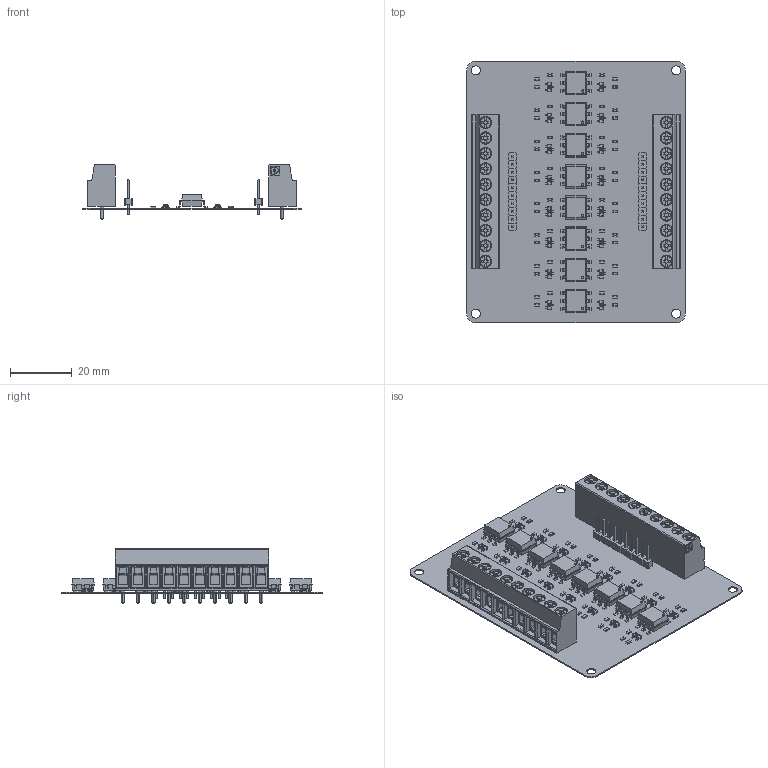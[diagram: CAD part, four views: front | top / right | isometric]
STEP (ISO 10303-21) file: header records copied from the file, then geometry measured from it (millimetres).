
FILE_DESCRIPTION(('Open CASCADE Model'),'2;1');
FILE_NAME('Open CASCADE Shape Model','2022-03-23T16:32:37',('Author'),( 'Open CASCADE'),'Open CASCADE STEP processor 6.8','Open CASCADE 6.8' ,'Unknown');
FILE_SCHEMA(('AUTOMOTIVE_DESIGN { 1 0 10303 214 1 1 1 1 }'));
Length unit declared in the file: millimetre
Products named in the file (93): PCB; Board; Open CASCADE STEP translator 6.8 3.1.1; U8; CNY17-4X017; U7; U6; U5; U4; U3; U2; U1; R40; SW3DPS-RESISTOR_0603-DEFAULT; R39; R38; R37; R36; R35; R34; R33; R32; R31; R30; R29; R28; R27; R26; R25; R24; R23; R22; R21; R20; R19; R18; R17; R16; R15; R14 ...
Assembly tree (162 placements, depth 4):
  PCB
    Board
      Open CASCADE STEP translator 6.8 3.1.1
    U8
      CNY17-4X017
    U7
      CNY17-4X017
    U6
      CNY17-4X017
    U5
      CNY17-4X017
    U4
      CNY17-4X017
    U3
      CNY17-4X017
    U2
      CNY17-4X017
    U1
      CNY17-4X017
    R40
      SW3DPS-RESISTOR_0603-DEFAULT
    R39
      SW3DPS-RESISTOR_0603-DEFAULT
    R38
      SW3DPS-RESISTOR_0603-DEFAULT
    R37
      SW3DPS-RESISTOR_0603-DEFAULT
    R36
      SW3DPS-RESISTOR_0603-DEFAULT
    R35
      SW3DPS-RESISTOR_0603-DEFAULT
    R34
      SW3DPS-RESISTOR_0603-DEFAULT
    R33
      SW3DPS-RESISTOR_0603-DEFAULT
    R32
      SW3DPS-RESISTOR_0603-DEFAULT
    R31
      SW3DPS-RESISTOR_0603-DEFAULT
    R30
      SW3DPS-RESISTOR_0603-DEFAULT
    R29
      SW3DPS-RESISTOR_0603-DEFAULT
    R28
      SW3DPS-RESISTOR_0603-DEFAULT
    R27
      SW3DPS-RESISTOR_0603-DEFAULT
    R26
      SW3DPS-RESISTOR_0603-DEFAULT
    R25
      SW3DPS-RESISTOR_0603-DEFAULT
    R24
      SW3DPS-RESISTOR_0603-DEFAULT
    R23
      SW3DPS-RESISTOR_0603-DEFAULT
    R22
      SW3DPS-RESISTOR_0603-DEFAULT
    R21
      SW3DPS-RESISTOR_0603-DEFAULT
    R20
Bounding box: 71 x 85 x 17.6 mm (x, y, z)
Volume: 13369.7 mm3; surface area: 24189.9 mm2
Topology: 187 solids, 195 shells, 9206 faces, 23704 edges, 15260 vertices
Faces by surface type: plane 6100, bspline 1648, cylinder 1210, sphere 128, cone 80, torus 40
Full cylindrical faces by diameter (mm): 1 x20, 1.22 x20, 3 x4
Entity records: 71388 total; most frequent: CARTESIAN_POINT 18224, ORIENTED_EDGE 8652, DIRECTION 8375, EDGE_CURVE 4327, LINE 3193, VECTOR 3193, VERTEX_POINT 2764, AXIS2_PLACEMENT_3D 2591
